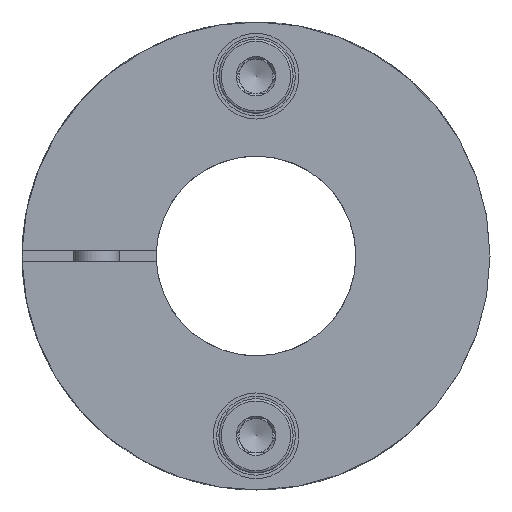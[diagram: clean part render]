
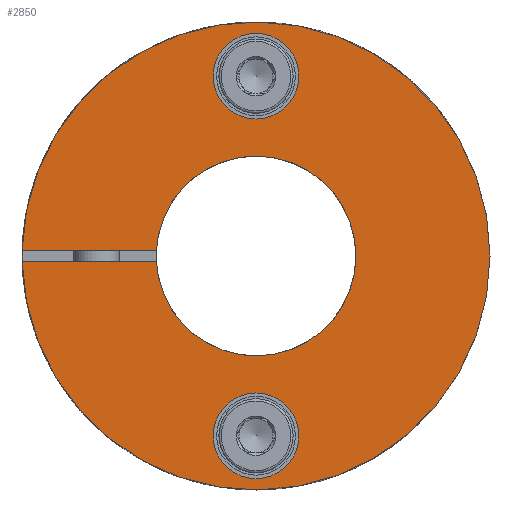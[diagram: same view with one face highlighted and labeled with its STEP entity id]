
A CAD part, left-side view. The second image highlights one B-rep face of the part: STEP entity #2850.
In plain terms, the highlighted planar face has unit normal (-1, 0, 0).
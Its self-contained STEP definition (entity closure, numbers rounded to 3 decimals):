
#29=FACE_BOUND('',#500,.T.);
#30=FACE_BOUND('',#501,.T.);
#168=CIRCLE('',#3074,41.);
#169=CIRCLE('',#3075,41.);
#170=CIRCLE('',#3076,17.5);
#171=CIRCLE('',#3077,7.5);
#172=CIRCLE('',#3078,7.5);
#328=FACE_OUTER_BOUND('',#499,.T.);
#499=EDGE_LOOP('',(#2075,#2076,#2077,#2078,#2079));
#500=EDGE_LOOP('',(#2080));
#501=EDGE_LOOP('',(#2081));
#715=LINE('',#4578,#914);
#717=LINE('',#4584,#916);
#914=VECTOR('',#3521,10.);
#916=VECTOR('',#3525,10.);
#1212=VERTEX_POINT('',#4572);
#1214=VERTEX_POINT('',#4576);
#1215=VERTEX_POINT('',#4580);
#1217=VERTEX_POINT('',#4583);
#1219=VERTEX_POINT('',#4589);
#1220=VERTEX_POINT('',#4593);
#1221=VERTEX_POINT('',#4595);
#1537=EDGE_CURVE('',#1212,#1214,#715,.T.);
#1539=EDGE_CURVE('',#1217,#1215,#717,.T.);
#1542=EDGE_CURVE('',#1219,#1214,#168,.T.);
#1543=EDGE_CURVE('',#1217,#1219,#169,.T.);
#1544=EDGE_CURVE('',#1215,#1212,#170,.T.);
#1545=EDGE_CURVE('',#1220,#1220,#171,.T.);
#1546=EDGE_CURVE('',#1221,#1221,#172,.T.);
#2075=ORIENTED_EDGE('',*,*,#1537,.T.);
#2076=ORIENTED_EDGE('',*,*,#1542,.F.);
#2077=ORIENTED_EDGE('',*,*,#1543,.F.);
#2078=ORIENTED_EDGE('',*,*,#1539,.T.);
#2079=ORIENTED_EDGE('',*,*,#1544,.T.);
#2080=ORIENTED_EDGE('',*,*,#1545,.T.);
#2081=ORIENTED_EDGE('',*,*,#1546,.T.);
#2727=PLANE('',#3073);
#2850=ADVANCED_FACE('',(#328,#29,#30),#2727,.T.);
#3073=AXIS2_PLACEMENT_3D('',#4588,#3528,#3529);
#3074=AXIS2_PLACEMENT_3D('',#4590,#3530,#3531);
#3075=AXIS2_PLACEMENT_3D('',#4591,#3532,#3533);
#3076=AXIS2_PLACEMENT_3D('',#4592,#3534,#3535);
#3077=AXIS2_PLACEMENT_3D('',#4594,#3536,#3537);
#3078=AXIS2_PLACEMENT_3D('',#4596,#3538,#3539);
#3521=DIRECTION('',(0.,1.,0.));
#3525=DIRECTION('',(0.,-1.,0.));
#3528=DIRECTION('center_axis',(-1.,0.,0.));
#3529=DIRECTION('ref_axis',(0.,0.,1.));
#3530=DIRECTION('center_axis',(1.,0.,0.));
#3531=DIRECTION('ref_axis',(0.,0.,-1.));
#3532=DIRECTION('center_axis',(1.,0.,0.));
#3533=DIRECTION('ref_axis',(0.,0.,-1.));
#3534=DIRECTION('center_axis',(1.,0.,0.));
#3535=DIRECTION('ref_axis',(0.,0.,-1.));
#3536=DIRECTION('center_axis',(1.,0.,0.));
#3537=DIRECTION('ref_axis',(0.,0.,1.));
#3538=DIRECTION('center_axis',(1.,0.,0.));
#3539=DIRECTION('ref_axis',(0.,0.,1.));
#4572=CARTESIAN_POINT('',(0.,17.471,-1.));
#4576=CARTESIAN_POINT('',(0.,40.988,-1.));
#4578=CARTESIAN_POINT('',(0.,30.75,-1.));
#4580=CARTESIAN_POINT('',(0.,17.471,1.));
#4583=CARTESIAN_POINT('',(0.,40.988,1.));
#4584=CARTESIAN_POINT('',(0.,30.75,1.));
#4588=CARTESIAN_POINT('Origin',(0.,41.,0.));
#4589=CARTESIAN_POINT('',(0.,-41.,0.));
#4590=CARTESIAN_POINT('Origin',(0.,0.,0.));
#4591=CARTESIAN_POINT('Origin',(0.,0.,0.));
#4592=CARTESIAN_POINT('Origin',(0.,0.,0.));
#4593=CARTESIAN_POINT('',(0.,0.,24.));
#4594=CARTESIAN_POINT('Origin',(0.,0.,31.5));
#4595=CARTESIAN_POINT('',(0.,0.,-39.));
#4596=CARTESIAN_POINT('Origin',(0.,0.,-31.5));
